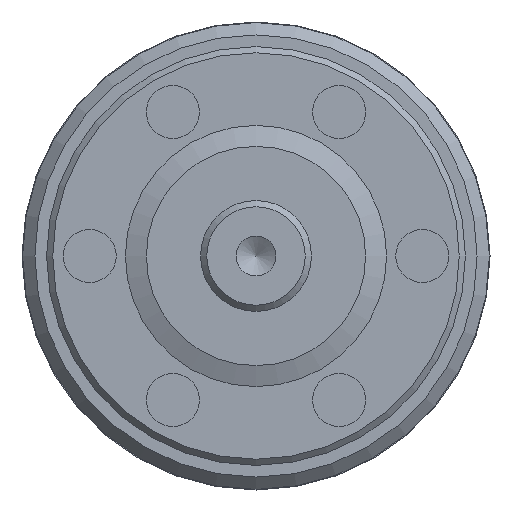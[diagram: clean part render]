
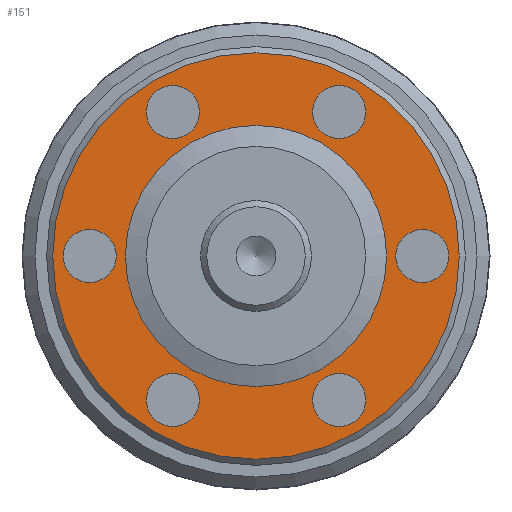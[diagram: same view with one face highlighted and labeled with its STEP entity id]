
A CAD part, front view. The second image highlights one B-rep face of the part: STEP entity #151.
In plain terms, the highlighted planar face has unit normal (0, -1, 0).
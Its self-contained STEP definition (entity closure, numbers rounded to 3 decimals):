
#151 = ADVANCED_FACE( '', ( #351, #352, #353, #354, #355, #356, #357, #358 ), #359, .T. );
#351 = FACE_BOUND( '', #573, .T. );
#352 = FACE_BOUND( '', #574, .T. );
#353 = FACE_BOUND( '', #575, .T. );
#354 = FACE_BOUND( '', #576, .T. );
#355 = FACE_BOUND( '', #577, .T. );
#356 = FACE_BOUND( '', #578, .T. );
#357 = FACE_OUTER_BOUND( '', #579, .T. );
#358 = FACE_BOUND( '', #580, .T. );
#359 = PLANE( '', #581 );
#573 = EDGE_LOOP( '', ( #865 ) );
#574 = EDGE_LOOP( '', ( #866 ) );
#575 = EDGE_LOOP( '', ( #867 ) );
#576 = EDGE_LOOP( '', ( #868 ) );
#577 = EDGE_LOOP( '', ( #869 ) );
#578 = EDGE_LOOP( '', ( #870 ) );
#579 = EDGE_LOOP( '', ( #871 ) );
#580 = EDGE_LOOP( '', ( #872 ) );
#581 = AXIS2_PLACEMENT_3D( '', #873, #874, #875 );
#865 = ORIENTED_EDGE( '', *, *, #1012, .T. );
#866 = ORIENTED_EDGE( '', *, *, #1021, .T. );
#867 = ORIENTED_EDGE( '', *, *, #965, .T. );
#868 = ORIENTED_EDGE( '', *, *, #979, .T. );
#869 = ORIENTED_EDGE( '', *, *, #1041, .T. );
#870 = ORIENTED_EDGE( '', *, *, #1039, .F. );
#871 = ORIENTED_EDGE( '', *, *, #1037, .T. );
#872 = ORIENTED_EDGE( '', *, *, #990, .T. );
#873 = CARTESIAN_POINT( '', ( 0., 0., 10.603 ) );
#874 = DIRECTION( '', ( 0., -1., 0. ) );
#875 = DIRECTION( '', ( 1., 0., 0. ) );
#965 = EDGE_CURVE( '', #1083, #1083, #1084, .T. );
#979 = EDGE_CURVE( '', #1106, #1106, #1107, .T. );
#990 = EDGE_CURVE( '', #1124, #1124, #1125, .T. );
#1012 = EDGE_CURVE( '', #1159, #1159, #1160, .T. );
#1021 = EDGE_CURVE( '', #1173, #1173, #1174, .T. );
#1037 = EDGE_CURVE( '', #1195, #1195, #1196, .T. );
#1039 = EDGE_CURVE( '', #1198, #1198, #1199, .T. );
#1041 = EDGE_CURVE( '', #1201, #1201, #1202, .T. );
#1083 = VERTEX_POINT( '', #1246 );
#1084 = CIRCLE( '', #1247, 2.15 );
#1106 = VERTEX_POINT( '', #1269 );
#1107 = CIRCLE( '', #1270, 2.15 );
#1124 = VERTEX_POINT( '', #1287 );
#1125 = CIRCLE( '', #1288, 2.15 );
#1159 = VERTEX_POINT( '', #1322 );
#1160 = CIRCLE( '', #1323, 2.15 );
#1173 = VERTEX_POINT( '', #1336 );
#1174 = CIRCLE( '', #1337, 2.15 );
#1195 = VERTEX_POINT( '', #1358 );
#1196 = CIRCLE( '', #1359, 16.5 );
#1198 = VERTEX_POINT( '', #1361 );
#1199 = CIRCLE( '', #1362, 10.603 );
#1201 = VERTEX_POINT( '', #1364 );
#1202 = CIRCLE( '', #1365, 2.15 );
#1246 = CARTESIAN_POINT( '', ( -15.65, 0., 0. ) );
#1247 = AXIS2_PLACEMENT_3D( '', #1412, #1413, #1414 );
#1269 = CARTESIAN_POINT( '', ( -7.825, 0., 13.553 ) );
#1270 = AXIS2_PLACEMENT_3D( '', #1439, #1440, #1441 );
#1287 = CARTESIAN_POINT( '', ( 15.65, 0., 0. ) );
#1288 = AXIS2_PLACEMENT_3D( '', #1460, #1461, #1462 );
#1322 = CARTESIAN_POINT( '', ( 7.825, 0., -13.553 ) );
#1323 = AXIS2_PLACEMENT_3D( '', #1499, #1500, #1501 );
#1336 = CARTESIAN_POINT( '', ( -7.825, 0., -13.553 ) );
#1337 = AXIS2_PLACEMENT_3D( '', #1514, #1515, #1516 );
#1358 = CARTESIAN_POINT( '', ( 16.5, 0., 0. ) );
#1359 = AXIS2_PLACEMENT_3D( '', #1535, #1536, #1537 );
#1361 = CARTESIAN_POINT( '', ( 10.603, 0., 0. ) );
#1362 = AXIS2_PLACEMENT_3D( '', #1538, #1539, #1540 );
#1364 = CARTESIAN_POINT( '', ( 7.825, 0., 13.553 ) );
#1365 = AXIS2_PLACEMENT_3D( '', #1541, #1542, #1543 );
#1412 = CARTESIAN_POINT( '', ( -13.5, 0., 0. ) );
#1413 = DIRECTION( '', ( 0., 1., 0. ) );
#1414 = DIRECTION( '', ( -1., 0., 0. ) );
#1439 = CARTESIAN_POINT( '', ( -6.75, 0., 11.691 ) );
#1440 = DIRECTION( '', ( 0., 1., 0. ) );
#1441 = DIRECTION( '', ( -0.5, 0., 0.866 ) );
#1460 = CARTESIAN_POINT( '', ( 13.5, 0., 0. ) );
#1461 = DIRECTION( '', ( 0., 1., 0. ) );
#1462 = DIRECTION( '', ( 1., 0., 0. ) );
#1499 = CARTESIAN_POINT( '', ( 6.75, 0., -11.691 ) );
#1500 = DIRECTION( '', ( 0., 1., 0. ) );
#1501 = DIRECTION( '', ( 0.5, 0., -0.866 ) );
#1514 = CARTESIAN_POINT( '', ( -6.75, 0., -11.691 ) );
#1515 = DIRECTION( '', ( 0., 1., 0. ) );
#1516 = DIRECTION( '', ( -0.5, 0., -0.866 ) );
#1535 = CARTESIAN_POINT( '', ( 0., 0., 0. ) );
#1536 = DIRECTION( '', ( 0., -1., 0. ) );
#1537 = DIRECTION( '', ( 1., 0., 0. ) );
#1538 = CARTESIAN_POINT( '', ( 0., 0., 0. ) );
#1539 = DIRECTION( '', ( 0., -1., 0. ) );
#1540 = DIRECTION( '', ( 1., 0., 0. ) );
#1541 = CARTESIAN_POINT( '', ( 6.75, 0., 11.691 ) );
#1542 = DIRECTION( '', ( 0., 1., 0. ) );
#1543 = DIRECTION( '', ( 0.5, 0., 0.866 ) );
